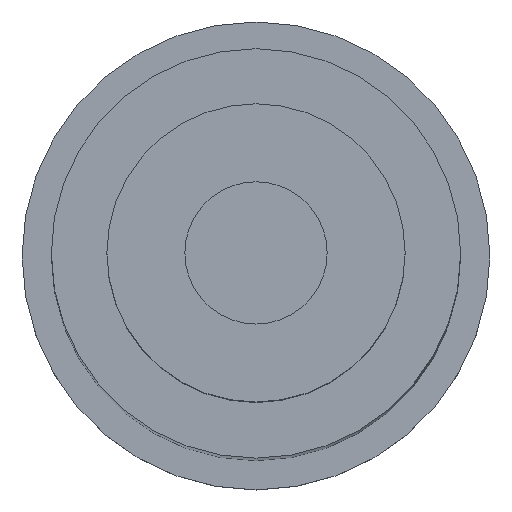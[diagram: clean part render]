
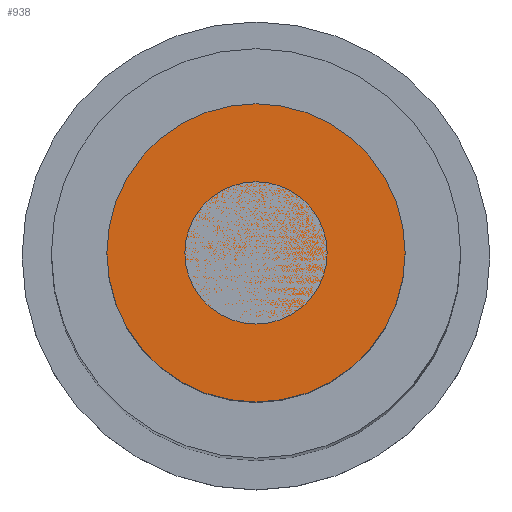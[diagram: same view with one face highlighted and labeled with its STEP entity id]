
A CAD part, top view. The second image highlights one B-rep face of the part: STEP entity #938.
In plain terms, the highlighted planar face has unit normal (0, 0, 1).
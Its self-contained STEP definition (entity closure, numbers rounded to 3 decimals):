
#872 = CYLINDRICAL_SURFACE('',#873,7.65);
#873 = AXIS2_PLACEMENT_3D('',#874,#875,#876);
#874 = CARTESIAN_POINT('',(0.,0.,74.));
#875 = DIRECTION('',(-0.,-0.,-1.));
#876 = DIRECTION('',(1.,0.,0.));
#888 = VERTEX_POINT('',#889);
#889 = CARTESIAN_POINT('',(7.65,0.,89.));
#910 = EDGE_CURVE('',#888,#888,#911,.T.);
#911 = SURFACE_CURVE('',#912,(#917,#924),.PCURVE_S1.);
#912 = CIRCLE('',#913,7.65);
#913 = AXIS2_PLACEMENT_3D('',#914,#915,#916);
#914 = CARTESIAN_POINT('',(0.,0.,89.));
#915 = DIRECTION('',(0.,0.,1.));
#916 = DIRECTION('',(1.,0.,0.));
#917 = PCURVE('',#872,#918);
#918 = DEFINITIONAL_REPRESENTATION('',(#919),#923);
#919 = LINE('',#920,#921);
#920 = CARTESIAN_POINT('',(-0.,-15.));
#921 = VECTOR('',#922,1.);
#922 = DIRECTION('',(-1.,0.));
#923 = ( GEOMETRIC_REPRESENTATION_CONTEXT(2) 
PARAMETRIC_REPRESENTATION_CONTEXT() REPRESENTATION_CONTEXT('2D SPACE',''
  ) );
#924 = PCURVE('',#925,#930);
#925 = PLANE('',#926);
#926 = AXIS2_PLACEMENT_3D('',#927,#928,#929);
#927 = CARTESIAN_POINT('',(0.,0.,89.));
#928 = DIRECTION('',(0.,0.,1.));
#929 = DIRECTION('',(1.,0.,0.));
#930 = DEFINITIONAL_REPRESENTATION('',(#931),#935);
#931 = CIRCLE('',#932,7.65);
#932 = AXIS2_PLACEMENT_2D('',#933,#934);
#933 = CARTESIAN_POINT('',(0.,0.));
#934 = DIRECTION('',(1.,0.));
#935 = ( GEOMETRIC_REPRESENTATION_CONTEXT(2) 
PARAMETRIC_REPRESENTATION_CONTEXT() REPRESENTATION_CONTEXT('2D SPACE',''
  ) );
#938 = ADVANCED_FACE('',(#939),#925,.T.);
#939 = FACE_BOUND('',#940,.T.);
#940 = EDGE_LOOP('',(#941));
#941 = ORIENTED_EDGE('',*,*,#910,.T.);
